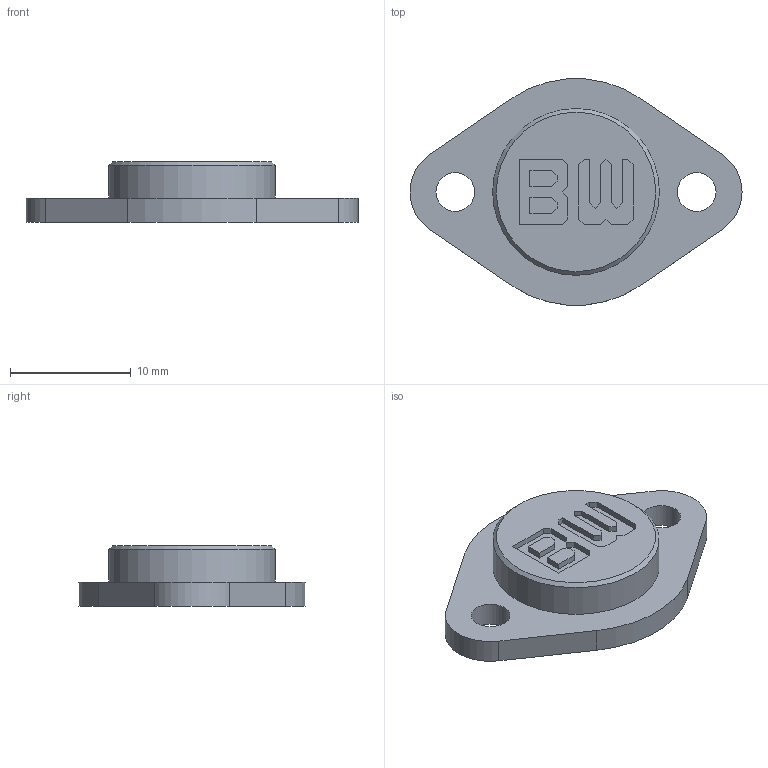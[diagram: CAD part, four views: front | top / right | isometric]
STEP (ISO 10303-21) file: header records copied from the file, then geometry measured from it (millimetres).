
FILE_DESCRIPTION(/* description */ (''),/* implementation_level */ '2;1');
FILE_NAME(/* name */ 'SmallBlank.step',/* time_stamp */ '2025-08-03T09:19:04+02:00',/* author */ (''),/* organization */ (''),/* preprocessor_version */ 'ST-DEVELOPER v20.1',/* originating_system */ 'Autodesk Translation Framework v14.10.0.0',/* authorisation */ '');
FILE_SCHEMA (('AUTOMOTIVE_DESIGN { 1 0 10303 214 3 1 1 }'));
Length unit declared in the file: millimetre
Products named in the file (1): SmallBlank
Bounding box: 27.5 x 18.73 x 5 mm (x, y, z)
Volume: 1099.2 mm3; surface area: 1004.4 mm2
Topology: 1 solids, 1 shells, 62 faces, 164 edges, 109 vertices
Faces by surface type: plane 54, cylinder 7, cone 1
Full cylindrical faces by diameter (mm): 3.2 x2, 13.8 x1
Entity records: 1936 total; most frequent: CARTESIAN_POINT 336, ORIENTED_EDGE 328, DIRECTION 305, EDGE_CURVE 164, LINE 149, VECTOR 149, VERTEX_POINT 109, AXIS2_PLACEMENT_3D 78
